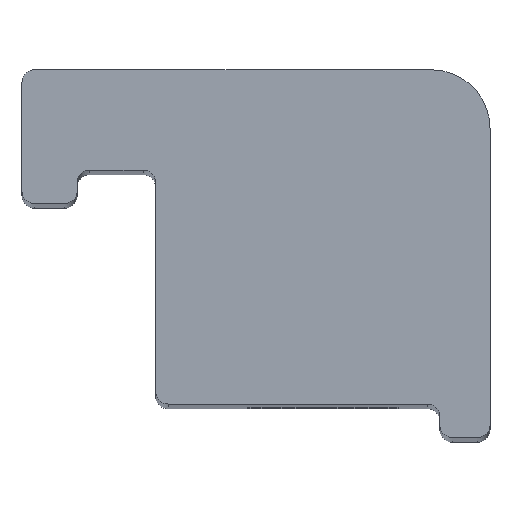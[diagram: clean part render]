
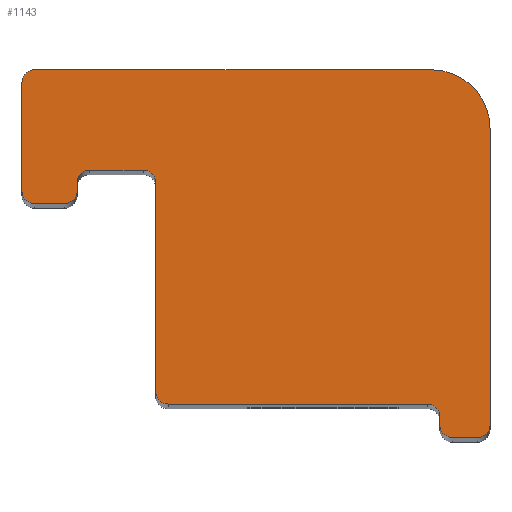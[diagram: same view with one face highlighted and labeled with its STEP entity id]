
A CAD part, top view. The second image highlights one B-rep face of the part: STEP entity #1143.
In plain terms, the highlighted planar face has unit normal (0, 0, 1).
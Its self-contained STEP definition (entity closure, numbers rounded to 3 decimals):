
#420=CARTESIAN_POINT('',(16.5,20.,80.0));
#421=VERTEX_POINT('',#420);
#428=CARTESIAN_POINT('',(20.,16.5,80.0));
#429=VERTEX_POINT('',#428);
#430=CARTESIAN_POINT('',(16.5,16.5,80.0));
#431=DIRECTION('',(0.0,0.0,-1.0));
#432=DIRECTION('',(1.0,0.0,0.0));
#433=AXIS2_PLACEMENT_3D('',#430,#431,#432);
#434=CIRCLE('',#433,3.5);
#435=EDGE_CURVE('',#421,#429,#434,.T.);
#643=CARTESIAN_POINT('',(20.,-1.25,80.0));
#644=VERTEX_POINT('',#643);
#645=CARTESIAN_POINT('',(19.25,-2.,80.0));
#646=VERTEX_POINT('',#645);
#647=CARTESIAN_POINT('',(19.25,-1.25,80.0));
#648=DIRECTION('',(0.0,0.0,-1.0));
#649=DIRECTION('',(0.0,-1.0,0.0));
#650=AXIS2_PLACEMENT_3D('',#647,#648,#649);
#651=CIRCLE('',#650,0.75);
#652=EDGE_CURVE('',#644,#646,#651,.T.);
#675=CARTESIAN_POINT('',(17.75,-2.,80.0));
#676=VERTEX_POINT('',#675);
#677=CARTESIAN_POINT('',(19.25,-2.,80.0));
#678=DIRECTION('',(-1.0,0.0,0.0));
#679=VECTOR('',#678,1.5);
#680=LINE('',#677,#679);
#681=EDGE_CURVE('',#646,#676,#680,.T.);
#699=CARTESIAN_POINT('',(17.,-1.25,80.0));
#700=VERTEX_POINT('',#699);
#701=CARTESIAN_POINT('',(17.75,-1.25,80.0));
#702=DIRECTION('',(0.0,0.0,-1.0));
#703=DIRECTION('',(-1.0,0.0,0.0));
#704=AXIS2_PLACEMENT_3D('',#701,#702,#703);
#705=CIRCLE('',#704,0.75);
#706=EDGE_CURVE('',#676,#700,#705,.T.);
#724=CARTESIAN_POINT('',(17.,-0.75,80.0));
#725=VERTEX_POINT('',#724);
#726=CARTESIAN_POINT('',(17.,-1.25,80.0));
#727=DIRECTION('',(0.0,1.0,0.0));
#728=VECTOR('',#727,0.5);
#729=LINE('',#726,#728);
#730=EDGE_CURVE('',#700,#725,#729,.T.);
#748=CARTESIAN_POINT('',(16.25,0.,80.0));
#749=VERTEX_POINT('',#748);
#750=CARTESIAN_POINT('',(16.25,-0.75,80.0));
#751=DIRECTION('',(0.0,0.0,1.0));
#752=DIRECTION('',(-1.0,0.0,0.0));
#753=AXIS2_PLACEMENT_3D('',#750,#751,#752);
#754=CIRCLE('',#753,0.75);
#755=EDGE_CURVE('',#725,#749,#754,.T.);
#773=CARTESIAN_POINT('',(0.75,0.,80.0));
#774=VERTEX_POINT('',#773);
#775=CARTESIAN_POINT('',(16.25,0.,80.0));
#776=DIRECTION('',(-1.0,0.0,0.0));
#777=VECTOR('',#776,15.5);
#778=LINE('',#775,#777);
#779=EDGE_CURVE('',#749,#774,#778,.T.);
#809=CARTESIAN_POINT('',(0.,0.75,80.0));
#810=VERTEX_POINT('',#809);
#811=CARTESIAN_POINT('',(0.75,0.75,80.0));
#812=DIRECTION('',(0.0,0.0,-1.0));
#813=DIRECTION('',(-1.0,0.0,0.0));
#814=AXIS2_PLACEMENT_3D('',#811,#812,#813);
#815=CIRCLE('',#814,0.75);
#816=EDGE_CURVE('',#774,#810,#815,.T.);
#834=CARTESIAN_POINT('',(0.,13.25,80.0));
#835=VERTEX_POINT('',#834);
#836=CARTESIAN_POINT('',(0.,0.75,80.0));
#837=DIRECTION('',(0.0,1.0,0.0));
#838=VECTOR('',#837,12.5);
#839=LINE('',#836,#838);
#840=EDGE_CURVE('',#810,#835,#839,.T.);
#858=CARTESIAN_POINT('',(-0.75,14.,80.0));
#859=VERTEX_POINT('',#858);
#860=CARTESIAN_POINT('',(-0.75,13.25,80.0));
#861=DIRECTION('',(0.0,0.0,1.0));
#862=DIRECTION('',(-1.0,0.0,0.0));
#863=AXIS2_PLACEMENT_3D('',#860,#861,#862);
#864=CIRCLE('',#863,0.75);
#865=EDGE_CURVE('',#835,#859,#864,.T.);
#883=CARTESIAN_POINT('',(-3.95,14.,80.0));
#884=VERTEX_POINT('',#883);
#885=CARTESIAN_POINT('',(-0.75,14.,80.0));
#886=DIRECTION('',(-1.0,0.0,0.0));
#887=VECTOR('',#886,3.2);
#888=LINE('',#885,#887);
#889=EDGE_CURVE('',#859,#884,#888,.T.);
#907=CARTESIAN_POINT('',(-4.7,13.25,80.0));
#908=VERTEX_POINT('',#907);
#909=CARTESIAN_POINT('',(-3.95,13.25,80.0));
#910=DIRECTION('',(0.0,0.0,1.0));
#911=DIRECTION('',(0.0,-1.0,0.0));
#912=AXIS2_PLACEMENT_3D('',#909,#910,#911);
#913=CIRCLE('',#912,0.75);
#914=EDGE_CURVE('',#884,#908,#913,.T.);
#932=CARTESIAN_POINT('',(-4.7,12.75,80.0));
#933=VERTEX_POINT('',#932);
#934=CARTESIAN_POINT('',(-4.7,13.25,80.0));
#935=DIRECTION('',(0.0,-1.0,0.0));
#936=VECTOR('',#935,0.5);
#937=LINE('',#934,#936);
#938=EDGE_CURVE('',#908,#933,#937,.T.);
#956=CARTESIAN_POINT('',(-5.45,12.,80.0));
#957=VERTEX_POINT('',#956);
#958=CARTESIAN_POINT('',(-5.45,12.75,80.0));
#959=DIRECTION('',(0.0,0.0,-1.0));
#960=DIRECTION('',(0.0,-1.0,0.0));
#961=AXIS2_PLACEMENT_3D('',#958,#959,#960);
#962=CIRCLE('',#961,0.75);
#963=EDGE_CURVE('',#933,#957,#962,.T.);
#981=CARTESIAN_POINT('',(-7.25,12.,80.0));
#982=VERTEX_POINT('',#981);
#983=CARTESIAN_POINT('',(-5.45,12.,80.0));
#984=DIRECTION('',(-1.0,0.0,0.0));
#985=VECTOR('',#984,1.8);
#986=LINE('',#983,#985);
#987=EDGE_CURVE('',#957,#982,#986,.T.);
#1005=CARTESIAN_POINT('',(-8.,12.75,80.0));
#1006=VERTEX_POINT('',#1005);
#1007=CARTESIAN_POINT('',(-7.25,12.75,80.0));
#1008=DIRECTION('',(0.0,0.0,-1.0));
#1009=DIRECTION('',(-1.0,0.0,0.0));
#1010=AXIS2_PLACEMENT_3D('',#1007,#1008,#1009);
#1011=CIRCLE('',#1010,0.75);
#1012=EDGE_CURVE('',#982,#1006,#1011,.T.);
#1030=CARTESIAN_POINT('',(-8.,19.25,80.0));
#1031=VERTEX_POINT('',#1030);
#1032=CARTESIAN_POINT('',(-8.,12.75,80.0));
#1033=DIRECTION('',(0.0,1.0,0.0));
#1034=VECTOR('',#1033,6.5);
#1035=LINE('',#1032,#1034);
#1036=EDGE_CURVE('',#1006,#1031,#1035,.T.);
#1054=CARTESIAN_POINT('',(-7.25,20.,80.0));
#1055=VERTEX_POINT('',#1054);
#1056=CARTESIAN_POINT('',(-7.25,19.25,80.0));
#1057=DIRECTION('',(0.0,0.0,-1.0));
#1058=DIRECTION('',(0.0,1.0,0.0));
#1059=AXIS2_PLACEMENT_3D('',#1056,#1057,#1058);
#1060=CIRCLE('',#1059,0.75);
#1061=EDGE_CURVE('',#1031,#1055,#1060,.T.);
#1085=CARTESIAN_POINT('',(-7.25,20.,80.0));
#1086=DIRECTION('',(1.0,0.0,0.0));
#1087=VECTOR('',#1086,23.75);
#1088=LINE('',#1085,#1087);
#1089=EDGE_CURVE('',#1055,#421,#1088,.T.);
#1104=CARTESIAN_POINT('',(20.,16.5,80.0));
#1105=DIRECTION('',(0.0,-1.0,0.0));
#1106=VECTOR('',#1105,17.75);
#1107=LINE('',#1104,#1106);
#1108=EDGE_CURVE('',#429,#644,#1107,.T.);
#1116=CARTESIAN_POINT('',(6.991,10.586,80.0));
#1117=DIRECTION('',(0.0,0.0,1.0));
#1118=DIRECTION('',(1.0,0.0,0.0));
#1119=AXIS2_PLACEMENT_3D('',#1116,#1117,#1118);
#1120=PLANE('',#1119);
#1121=ORIENTED_EDGE('',*,*,#652,.F.);
#1122=ORIENTED_EDGE('',*,*,#1108,.F.);
#1123=ORIENTED_EDGE('',*,*,#435,.F.);
#1124=ORIENTED_EDGE('',*,*,#1089,.F.);
#1125=ORIENTED_EDGE('',*,*,#1061,.F.);
#1126=ORIENTED_EDGE('',*,*,#1036,.F.);
#1127=ORIENTED_EDGE('',*,*,#1012,.F.);
#1128=ORIENTED_EDGE('',*,*,#987,.F.);
#1129=ORIENTED_EDGE('',*,*,#963,.F.);
#1130=ORIENTED_EDGE('',*,*,#938,.F.);
#1131=ORIENTED_EDGE('',*,*,#914,.F.);
#1132=ORIENTED_EDGE('',*,*,#889,.F.);
#1133=ORIENTED_EDGE('',*,*,#865,.F.);
#1134=ORIENTED_EDGE('',*,*,#840,.F.);
#1135=ORIENTED_EDGE('',*,*,#816,.F.);
#1136=ORIENTED_EDGE('',*,*,#779,.F.);
#1137=ORIENTED_EDGE('',*,*,#755,.F.);
#1138=ORIENTED_EDGE('',*,*,#730,.F.);
#1139=ORIENTED_EDGE('',*,*,#706,.F.);
#1140=ORIENTED_EDGE('',*,*,#681,.F.);
#1141=EDGE_LOOP('',(#1121,#1122,#1123,#1124,#1125,#1126,#1127,#1128,#1129,#1130,#1131,#1132,#1133,#1134,#1135,#1136,#1137,#1138,#1139,#1140));
#1142=FACE_OUTER_BOUND('',#1141,.T.);
#1143=ADVANCED_FACE('',(#1142),#1120,.T.);
